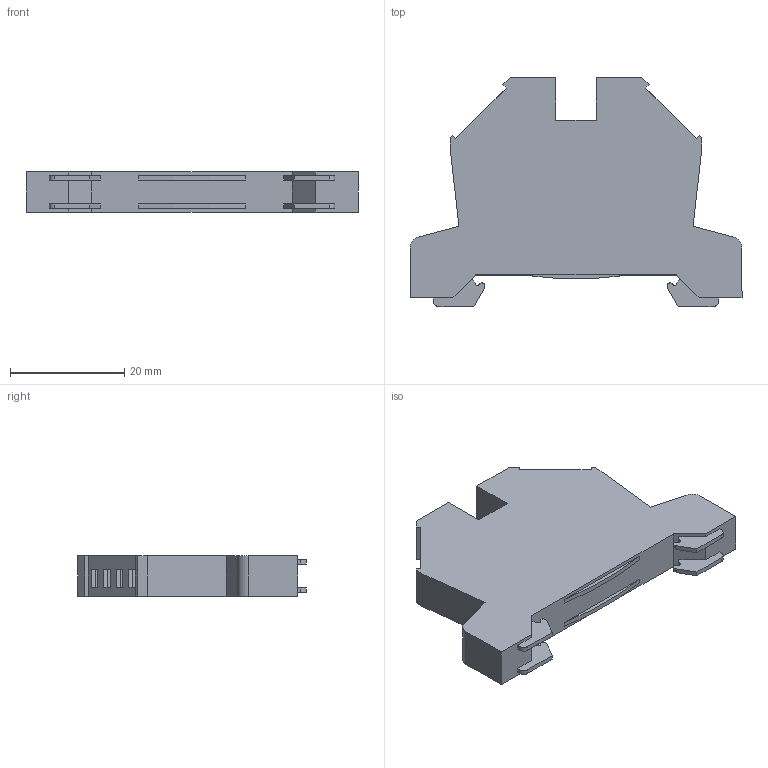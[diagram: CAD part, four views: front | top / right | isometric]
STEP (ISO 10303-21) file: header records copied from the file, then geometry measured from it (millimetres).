
FILE_DESCRIPTION (( 'STEP AP214' ), '1' );
FILE_NAME ('43454_DN-G10.STEP', '2014-05-16T08:04:24', ( '' ), ( '' ), 'SwSTEP 2.0', 'SolidWorks 2013', '' );
FILE_SCHEMA (( 'AUTOMOTIVE_DESIGN' ));
Length unit declared in the file: millimetre
Products named in the file (2): 20653; 43454_DN-G10
Assembly tree (1 placements, depth 2):
  43454_DN-G10
    20653
Bounding box: 58 x 40 x 7 mm (x, y, z)
Volume: 10264.2 mm3; surface area: 5139.2 mm2
Topology: 1 solids, 1 shells, 214 faces, 588 edges, 392 vertices
Faces by surface type: plane 166, cylinder 44, bspline 4
Entity records: 8574 total; most frequent: CARTESIAN_POINT 1354, ORIENTED_EDGE 1176, DIRECTION 1068, EDGE_CURVE 588, VECTOR 472, LINE 472, VERTEX_POINT 392, AXIS2_PLACEMENT_3D 298
